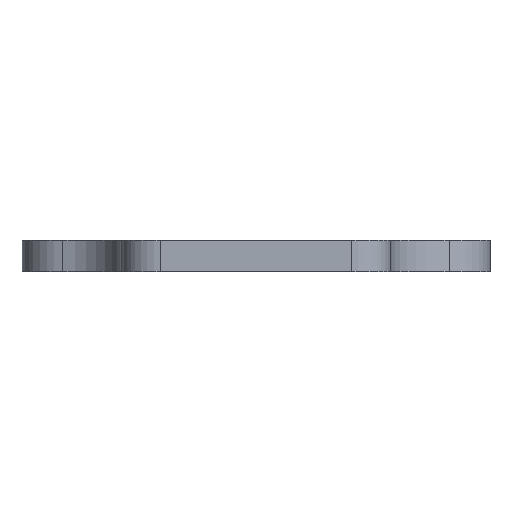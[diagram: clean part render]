
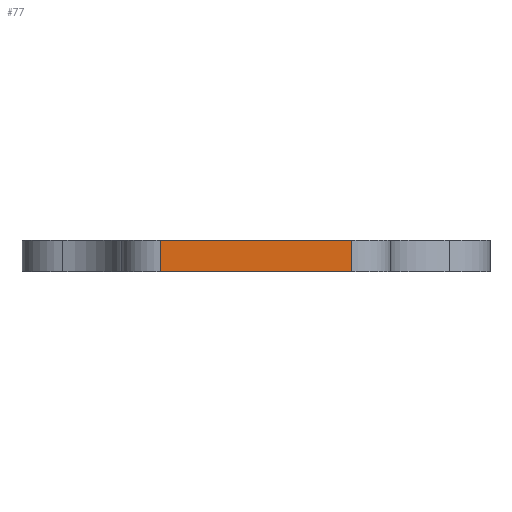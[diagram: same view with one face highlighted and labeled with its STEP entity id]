
A CAD part, left-side view. The second image highlights one B-rep face of the part: STEP entity #77.
In plain terms, the highlighted planar face has unit normal (-1, 0, 0).
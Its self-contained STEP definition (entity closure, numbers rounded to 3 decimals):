
#36 = VERTEX_POINT ( 'NONE', #955 ) ;
#39 = CARTESIAN_POINT ( 'NONE',  ( -30.35, 12.25, 2. ) ) ;
#67 = VECTOR ( 'NONE', #764, 1000. ) ;
#77 = ADVANCED_FACE ( 'NONE', ( #125 ), #463, .F. ) ;
#79 = LINE ( 'NONE', #663, #342 ) ;
#98 = VECTOR ( 'NONE', #438, 1000. ) ;
#103 = LINE ( 'NONE', #337, #67 ) ;
#125 = FACE_OUTER_BOUND ( 'NONE', #827, .T. ) ;
#130 = EDGE_CURVE ( 'NONE', #469, #137, #771, .T. ) ;
#137 = VERTEX_POINT ( 'NONE', #1028 ) ;
#181 = DIRECTION ( 'NONE',  ( 1., 0., 0. ) ) ;
#187 = EDGE_CURVE ( 'NONE', #313, #469, #103, .T. ) ;
#265 = EDGE_CURVE ( 'NONE', #36, #137, #278, .T. ) ;
#278 = LINE ( 'NONE', #625, #309 ) ;
#306 = ORIENTED_EDGE ( 'NONE', *, *, #130, .F. ) ;
#309 = VECTOR ( 'NONE', #713, 1000. ) ;
#313 = VERTEX_POINT ( 'NONE', #39 ) ;
#337 = CARTESIAN_POINT ( 'NONE',  ( -30.35, -12.25, 2. ) ) ;
#342 = VECTOR ( 'NONE', #686, 1000. ) ;
#344 = DIRECTION ( 'NONE',  ( 0., 0., -1. ) ) ;
#388 = AXIS2_PLACEMENT_3D ( 'NONE', #716, #181, #344 ) ;
#438 = DIRECTION ( 'NONE',  ( 0., 0., -1. ) ) ;
#463 = PLANE ( 'NONE',  #388 ) ;
#469 = VERTEX_POINT ( 'NONE', #971 ) ;
#598 = ORIENTED_EDGE ( 'NONE', *, *, #187, .F. ) ;
#625 = CARTESIAN_POINT ( 'NONE',  ( -30.35, -12.25, -2. ) ) ;
#663 = CARTESIAN_POINT ( 'NONE',  ( -30.35, 12.25, 2. ) ) ;
#686 = DIRECTION ( 'NONE',  ( 0., 0., -1. ) ) ;
#713 = DIRECTION ( 'NONE',  ( 0., -1., 0. ) ) ;
#716 = CARTESIAN_POINT ( 'NONE',  ( -30.35, -12.25, 2. ) ) ;
#761 = ORIENTED_EDGE ( 'NONE', *, *, #930, .T. ) ;
#764 = DIRECTION ( 'NONE',  ( 0., -1., 0. ) ) ;
#769 = CARTESIAN_POINT ( 'NONE',  ( -30.35, -12.25, 2. ) ) ;
#771 = LINE ( 'NONE', #769, #98 ) ;
#806 = ORIENTED_EDGE ( 'NONE', *, *, #265, .T. ) ;
#827 = EDGE_LOOP ( 'NONE', ( #806, #306, #598, #761 ) ) ;
#930 = EDGE_CURVE ( 'NONE', #313, #36, #79, .T. ) ;
#955 = CARTESIAN_POINT ( 'NONE',  ( -30.35, 12.25, -2. ) ) ;
#971 = CARTESIAN_POINT ( 'NONE',  ( -30.35, -12.25, 2. ) ) ;
#1028 = CARTESIAN_POINT ( 'NONE',  ( -30.35, -12.25, -2. ) ) ;
